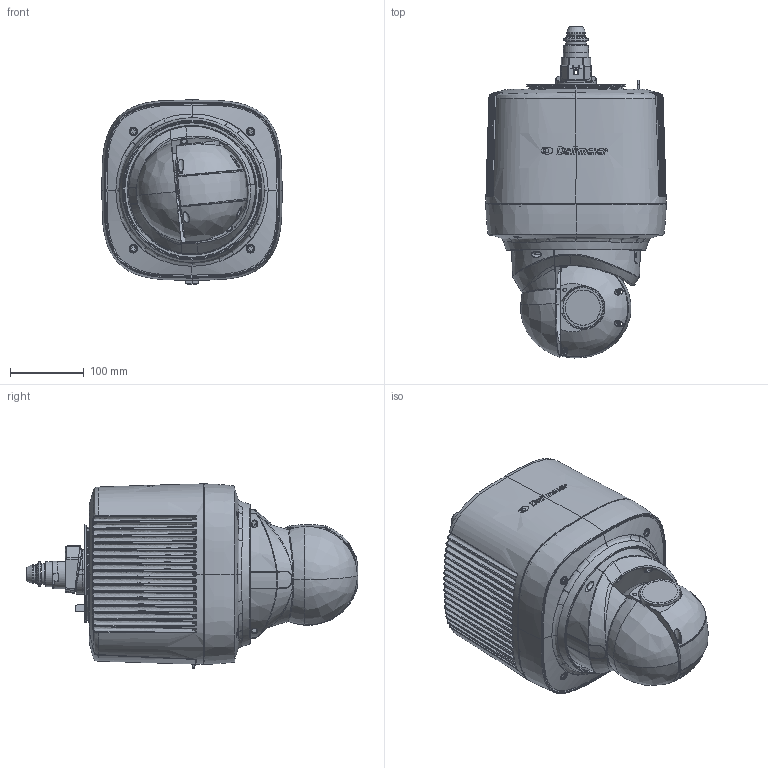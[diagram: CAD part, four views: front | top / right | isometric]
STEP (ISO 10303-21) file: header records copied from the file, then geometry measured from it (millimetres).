
FILE_DESCRIPTION (( 'STEP AP214' ), '1' );
FILE_NAME ('Dallmeier_PTZ_5540_IR_CM_WM.STEP', '2025-04-22T14:14:37', ( '' ), ( '' ), 'SwSTEP 2.0', 'SolidWorks 2024', '' );
FILE_SCHEMA (( 'AUTOMOTIVE_DESIGN' ));
Products named in the file (1): Dallmeier_PTZ_5540_IR_CM_WM
Bounding box: 245 x 450.83 x 250.19 mm (x, y, z)
Surface area: 522237 mm2 (no closed solid volume)
Topology: 0 solids, 84 shells, 1331 faces, 5410 edges, 4060 vertices
Faces by surface type: bspline 739, plane 262, cylinder 167, cone 97, torus 62, sphere 4
Full cylindrical faces by diameter (mm): 5 x1, 5.5 x1, 7 x2, 8.5 x4, 10 x1, 26 x2, 28 x1, 33 x1, 34 x1, 34.4 x1, 182.643 x1
Entity records: 210234 total; most frequent: CARTESIAN_POINT 176875, ORIENTED_EDGE 8111, EDGE_CURVE 5327, VERTEX_POINT 4044, DIRECTION 3467, B_SPLINE_CURVE_WITH_KNOTS 3382, EDGE_LOOP 1507, FACE_OUTER_BOUND 1374
